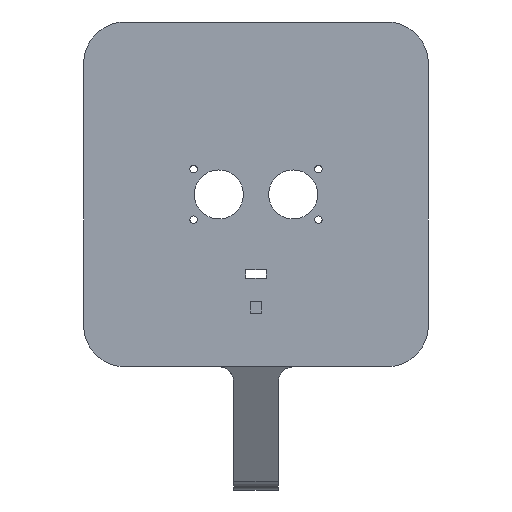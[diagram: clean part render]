
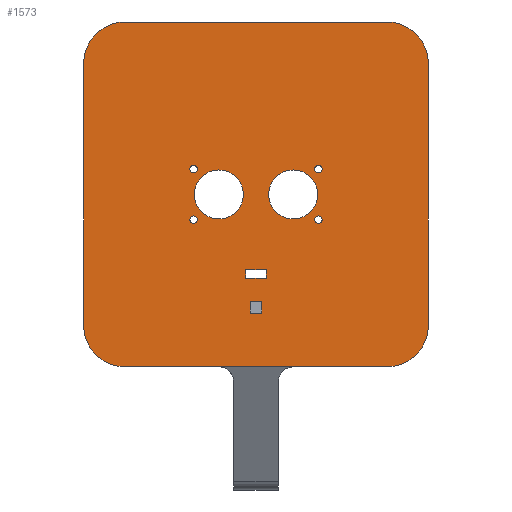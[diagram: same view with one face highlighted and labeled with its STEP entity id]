
A CAD part, front view. The second image highlights one B-rep face of the part: STEP entity #1573.
In plain terms, the highlighted planar face has unit normal (0, -1, 0).
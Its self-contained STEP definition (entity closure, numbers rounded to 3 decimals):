
#26=FACE_BOUND('',#276,.T.);
#27=FACE_BOUND('',#277,.T.);
#28=FACE_BOUND('',#278,.T.);
#29=FACE_BOUND('',#279,.T.);
#30=FACE_BOUND('',#280,.T.);
#31=FACE_BOUND('',#281,.T.);
#32=FACE_BOUND('',#282,.T.);
#33=FACE_BOUND('',#283,.T.);
#70=CIRCLE('',#1701,14.);
#71=CIRCLE('',#1704,14.);
#72=CIRCLE('',#1708,14.);
#73=CIRCLE('',#1711,14.);
#74=CIRCLE('',#1712,1.25);
#75=CIRCLE('',#1713,1.25);
#76=CIRCLE('',#1714,8.25);
#77=CIRCLE('',#1715,1.25);
#78=CIRCLE('',#1716,1.25);
#79=CIRCLE('',#1717,8.25);
#182=FACE_OUTER_BOUND('',#275,.T.);
#275=EDGE_LOOP('',(#1294,#1295,#1296,#1297,#1298,#1299,#1300,#1301));
#276=EDGE_LOOP('',(#1302,#1303,#1304,#1305));
#277=EDGE_LOOP('',(#1306,#1307,#1308,#1309));
#278=EDGE_LOOP('',(#1310));
#279=EDGE_LOOP('',(#1311));
#280=EDGE_LOOP('',(#1312));
#281=EDGE_LOOP('',(#1313));
#282=EDGE_LOOP('',(#1314));
#283=EDGE_LOOP('',(#1315));
#301=LINE('',#2152,#458);
#305=LINE('',#2160,#462);
#308=LINE('',#2166,#465);
#311=LINE('',#2171,#468);
#349=LINE('',#2307,#506);
#352=LINE('',#2312,#509);
#354=LINE('',#2316,#511);
#355=LINE('',#2318,#512);
#433=LINE('',#2507,#590);
#437=LINE('',#2516,#594);
#446=LINE('',#2538,#603);
#447=LINE('',#2541,#604);
#458=VECTOR('',#1739,10.);
#462=VECTOR('',#1745,10.);
#465=VECTOR('',#1750,10.);
#468=VECTOR('',#1755,10.);
#506=VECTOR('',#1857,10.);
#509=VECTOR('',#1862,10.);
#511=VECTOR('',#1866,10.);
#512=VECTOR('',#1869,10.);
#590=VECTOR('',#2053,10.);
#594=VECTOR('',#2063,10.);
#603=VECTOR('',#2086,10.);
#604=VECTOR('',#2089,10.);
#615=VERTEX_POINT('',#2150);
#616=VERTEX_POINT('',#2151);
#619=VERTEX_POINT('',#2159);
#621=VERTEX_POINT('',#2165);
#667=VERTEX_POINT('',#2304);
#668=VERTEX_POINT('',#2306);
#669=VERTEX_POINT('',#2310);
#670=VERTEX_POINT('',#2314);
#727=VERTEX_POINT('',#2504);
#728=VERTEX_POINT('',#2506);
#729=VERTEX_POINT('',#2510);
#730=VERTEX_POINT('',#2514);
#731=VERTEX_POINT('',#2518);
#735=VERTEX_POINT('',#2532);
#736=VERTEX_POINT('',#2534);
#737=VERTEX_POINT('',#2540);
#738=VERTEX_POINT('',#2543);
#739=VERTEX_POINT('',#2545);
#740=VERTEX_POINT('',#2547);
#741=VERTEX_POINT('',#2549);
#742=VERTEX_POINT('',#2551);
#743=VERTEX_POINT('',#2553);
#751=EDGE_CURVE('',#615,#616,#301,.T.);
#755=EDGE_CURVE('',#619,#615,#305,.T.);
#758=EDGE_CURVE('',#621,#619,#308,.T.);
#761=EDGE_CURVE('',#616,#621,#311,.T.);
#819=EDGE_CURVE('',#668,#667,#349,.T.);
#822=EDGE_CURVE('',#667,#669,#352,.T.);
#824=EDGE_CURVE('',#669,#670,#354,.T.);
#825=EDGE_CURVE('',#670,#668,#355,.T.);
#915=EDGE_CURVE('',#727,#728,#433,.T.);
#918=EDGE_CURVE('',#729,#727,#70,.T.);
#920=EDGE_CURVE('',#730,#729,#437,.T.);
#922=EDGE_CURVE('',#731,#730,#71,.T.);
#929=EDGE_CURVE('',#735,#736,#72,.T.);
#931=EDGE_CURVE('',#736,#731,#446,.T.);
#932=EDGE_CURVE('',#737,#735,#447,.T.);
#933=EDGE_CURVE('',#728,#737,#73,.T.);
#934=EDGE_CURVE('',#738,#738,#74,.T.);
#935=EDGE_CURVE('',#739,#739,#75,.T.);
#936=EDGE_CURVE('',#740,#740,#76,.T.);
#937=EDGE_CURVE('',#741,#741,#77,.T.);
#938=EDGE_CURVE('',#742,#742,#78,.T.);
#939=EDGE_CURVE('',#743,#743,#79,.T.);
#1294=ORIENTED_EDGE('',*,*,#929,.F.);
#1295=ORIENTED_EDGE('',*,*,#932,.F.);
#1296=ORIENTED_EDGE('',*,*,#933,.F.);
#1297=ORIENTED_EDGE('',*,*,#915,.F.);
#1298=ORIENTED_EDGE('',*,*,#918,.F.);
#1299=ORIENTED_EDGE('',*,*,#920,.F.);
#1300=ORIENTED_EDGE('',*,*,#922,.F.);
#1301=ORIENTED_EDGE('',*,*,#931,.F.);
#1302=ORIENTED_EDGE('',*,*,#751,.T.);
#1303=ORIENTED_EDGE('',*,*,#761,.T.);
#1304=ORIENTED_EDGE('',*,*,#758,.T.);
#1305=ORIENTED_EDGE('',*,*,#755,.T.);
#1306=ORIENTED_EDGE('',*,*,#819,.T.);
#1307=ORIENTED_EDGE('',*,*,#822,.T.);
#1308=ORIENTED_EDGE('',*,*,#824,.T.);
#1309=ORIENTED_EDGE('',*,*,#825,.T.);
#1310=ORIENTED_EDGE('',*,*,#934,.T.);
#1311=ORIENTED_EDGE('',*,*,#935,.T.);
#1312=ORIENTED_EDGE('',*,*,#936,.T.);
#1313=ORIENTED_EDGE('',*,*,#937,.T.);
#1314=ORIENTED_EDGE('',*,*,#938,.T.);
#1315=ORIENTED_EDGE('',*,*,#939,.T.);
#1417=PLANE('',#1710);
#1573=ADVANCED_FACE('',(#182,#26,#27,#28,#29,#30,#31,#32,#33),#1417,.F.);
#1701=AXIS2_PLACEMENT_3D('',#2512,#2058,#2059);
#1704=AXIS2_PLACEMENT_3D('',#2520,#2067,#2068);
#1708=AXIS2_PLACEMENT_3D('',#2535,#2081,#2082);
#1710=AXIS2_PLACEMENT_3D('',#2539,#2087,#2088);
#1711=AXIS2_PLACEMENT_3D('',#2542,#2090,#2091);
#1712=AXIS2_PLACEMENT_3D('',#2544,#2092,#2093);
#1713=AXIS2_PLACEMENT_3D('',#2546,#2094,#2095);
#1714=AXIS2_PLACEMENT_3D('',#2548,#2096,#2097);
#1715=AXIS2_PLACEMENT_3D('',#2550,#2098,#2099);
#1716=AXIS2_PLACEMENT_3D('',#2552,#2100,#2101);
#1717=AXIS2_PLACEMENT_3D('',#2554,#2102,#2103);
#1739=DIRECTION('',(0.,0.,-1.));
#1745=DIRECTION('',(1.,0.,0.));
#1750=DIRECTION('',(0.,0.,1.));
#1755=DIRECTION('',(-1.,0.,0.));
#1857=DIRECTION('',(-1.,0.,0.));
#1862=DIRECTION('',(0.,0.,1.));
#1866=DIRECTION('',(1.,0.,0.));
#1869=DIRECTION('',(0.,0.,-1.));
#2053=DIRECTION('',(-1.,0.,0.));
#2058=DIRECTION('center_axis',(0.,1.,0.));
#2059=DIRECTION('ref_axis',(0.707,0.,-0.707));
#2063=DIRECTION('',(0.,0.,-1.));
#2067=DIRECTION('center_axis',(0.,1.,0.));
#2068=DIRECTION('ref_axis',(0.707,0.,0.707));
#2081=DIRECTION('center_axis',(0.,1.,0.));
#2082=DIRECTION('ref_axis',(-0.707,0.,0.707));
#2086=DIRECTION('',(1.,0.,0.));
#2087=DIRECTION('center_axis',(0.,1.,0.));
#2088=DIRECTION('ref_axis',(0.,0.,1.));
#2089=DIRECTION('',(0.,0.,1.));
#2090=DIRECTION('center_axis',(0.,1.,0.));
#2091=DIRECTION('ref_axis',(-0.707,0.,-0.707));
#2092=DIRECTION('center_axis',(0.,1.,0.));
#2093=DIRECTION('ref_axis',(1.,0.,0.));
#2094=DIRECTION('center_axis',(0.,1.,0.));
#2095=DIRECTION('ref_axis',(1.,0.,0.));
#2096=DIRECTION('center_axis',(0.,1.,0.));
#2097=DIRECTION('ref_axis',(1.,0.,0.));
#2098=DIRECTION('center_axis',(0.,1.,0.));
#2099=DIRECTION('ref_axis',(1.,0.,0.));
#2100=DIRECTION('center_axis',(0.,1.,0.));
#2101=DIRECTION('ref_axis',(1.,0.,0.));
#2102=DIRECTION('center_axis',(0.,1.,0.));
#2103=DIRECTION('ref_axis',(1.,0.,0.));
#2150=CARTESIAN_POINT('',(2.,145.,-35.952));
#2151=CARTESIAN_POINT('',(2.,145.,-39.952));
#2152=CARTESIAN_POINT('',(2.,145.,-17.976));
#2159=CARTESIAN_POINT('',(-2.,145.,-35.952));
#2160=CARTESIAN_POINT('',(-1.,145.,-35.952));
#2165=CARTESIAN_POINT('',(-2.,145.,-39.952));
#2166=CARTESIAN_POINT('',(-2.,145.,-19.976));
#2171=CARTESIAN_POINT('',(1.,145.,-39.952));
#2304=CARTESIAN_POINT('',(-3.5,145.,-28.25));
#2306=CARTESIAN_POINT('',(3.5,145.,-28.25));
#2307=CARTESIAN_POINT('',(-1.75,145.,-28.25));
#2310=CARTESIAN_POINT('',(-3.5,145.,-25.25));
#2312=CARTESIAN_POINT('',(-3.5,145.,-12.625));
#2314=CARTESIAN_POINT('',(3.5,145.,-25.25));
#2316=CARTESIAN_POINT('',(1.75,145.,-25.25));
#2318=CARTESIAN_POINT('',(3.5,145.,-14.125));
#2504=CARTESIAN_POINT('',(44.,145.,-58.));
#2506=CARTESIAN_POINT('',(-44.,145.,-58.));
#2507=CARTESIAN_POINT('',(58.,145.,-58.));
#2510=CARTESIAN_POINT('',(58.,145.,-44.));
#2512=CARTESIAN_POINT('Origin',(44.,145.,-44.));
#2514=CARTESIAN_POINT('',(58.,145.,44.));
#2516=CARTESIAN_POINT('',(58.,145.,58.));
#2518=CARTESIAN_POINT('',(44.,145.,58.));
#2520=CARTESIAN_POINT('Origin',(44.,145.,44.));
#2532=CARTESIAN_POINT('',(-58.,145.,44.));
#2534=CARTESIAN_POINT('',(-44.,145.,58.));
#2535=CARTESIAN_POINT('Origin',(-44.,145.,44.));
#2538=CARTESIAN_POINT('',(-58.,145.,58.));
#2539=CARTESIAN_POINT('Origin',(0.,145.,0.));
#2540=CARTESIAN_POINT('',(-58.,145.,-44.));
#2541=CARTESIAN_POINT('',(-58.,145.,-58.));
#2542=CARTESIAN_POINT('Origin',(-44.,145.,-44.));
#2543=CARTESIAN_POINT('',(-22.25,145.,8.5));
#2544=CARTESIAN_POINT('Origin',(-21.,145.,8.5));
#2545=CARTESIAN_POINT('',(19.75,145.,8.5));
#2546=CARTESIAN_POINT('Origin',(21.,145.,8.5));
#2547=CARTESIAN_POINT('',(-20.75,145.,0.));
#2548=CARTESIAN_POINT('Origin',(-12.5,145.,0.));
#2549=CARTESIAN_POINT('',(-22.25,145.,-8.5));
#2550=CARTESIAN_POINT('Origin',(-21.,145.,-8.5));
#2551=CARTESIAN_POINT('',(19.75,145.,-8.5));
#2552=CARTESIAN_POINT('Origin',(21.,145.,-8.5));
#2553=CARTESIAN_POINT('',(4.25,145.,0.));
#2554=CARTESIAN_POINT('Origin',(12.5,145.,0.));
